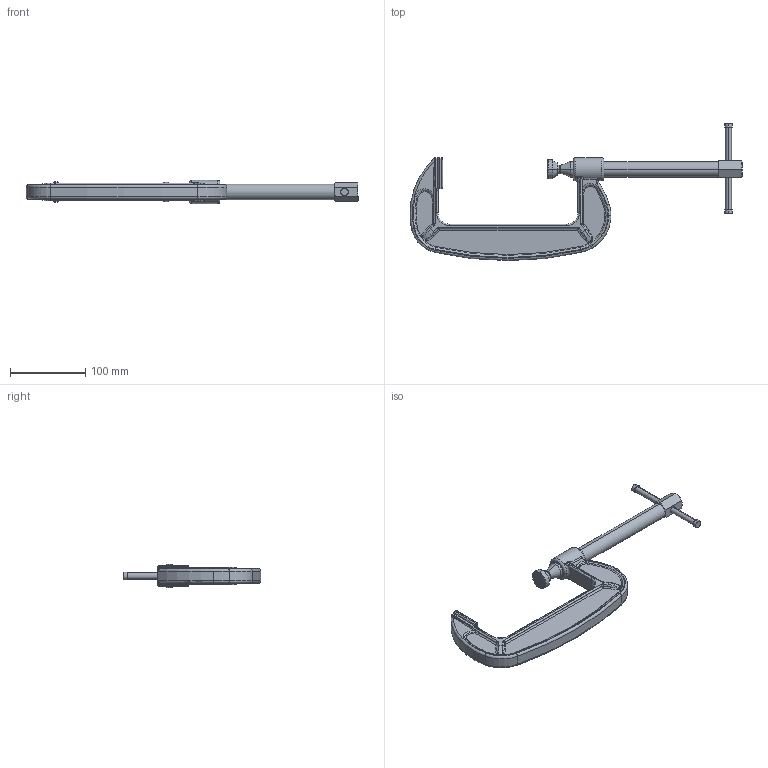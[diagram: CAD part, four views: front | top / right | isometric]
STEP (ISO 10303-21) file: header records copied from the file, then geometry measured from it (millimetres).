
FILE_DESCRIPTION (( 'STEP AP203' ), '1' );
FILE_NAME ('GH-M150.STEP', '2012-04-06T09:04:33', ( 'user' ), ( '' ), 'SwSTEP 2.0', 'SolidWorks 2008', '' );
FILE_SCHEMA (( 'CONFIG_CONTROL_DESIGN' ));
Length unit declared in the file: millimetre
Products named in the file (5): 4m15059_預設; m10001_預設; GH-M150; 4m15070_預設; 4m15013_預設
Assembly tree (4 placements, depth 2):
  GH-M150
    4m15070_預設
    4m15013_預設
    m10001_預設
    4m15059_預設
Bounding box: 441.7 x 182.5 x 31 mm (x, y, z)
Volume: 382510.4 mm3; surface area: 78670.1 mm2
Topology: 4 solids, 4 shells, 319 faces, 747 edges, 428 vertices
Faces by surface type: cylinder 100, torus 97, plane 56, bspline 42, sphere 14, cone 10
Entity records: 12302 total; most frequent: CARTESIAN_POINT 4787, DIRECTION 1553, ORIENTED_EDGE 1448, EDGE_CURVE 724, AXIS2_PLACEMENT_3D 681, VERTEX_POINT 425, CIRCLE 397, EDGE_LOOP 335
